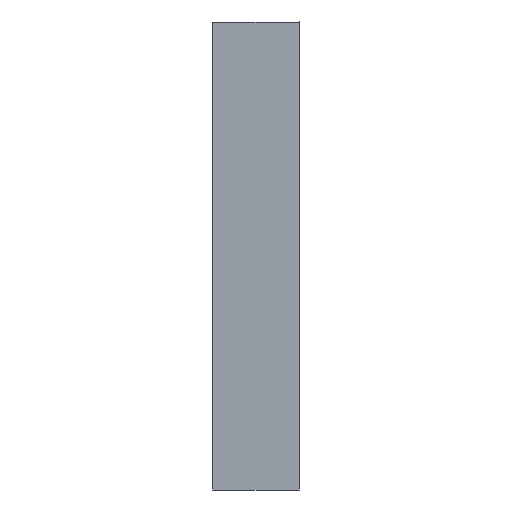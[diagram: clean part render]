
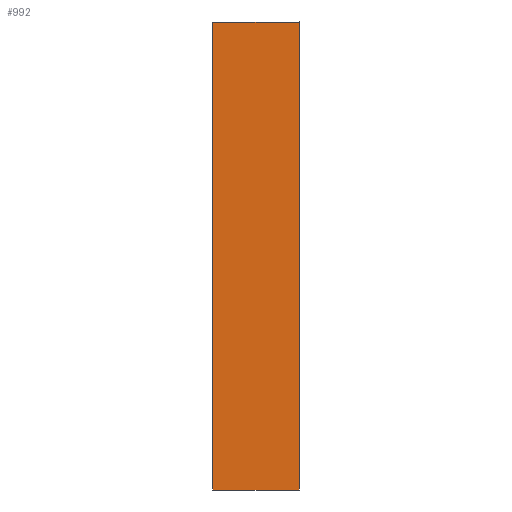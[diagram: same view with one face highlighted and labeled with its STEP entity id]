
A CAD part, left-side view. The second image highlights one B-rep face of the part: STEP entity #992.
In plain terms, the highlighted planar face has unit normal (-1, 0, 0).
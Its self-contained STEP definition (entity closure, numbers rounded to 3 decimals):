
#98=FACE_OUTER_BOUND('',#150,.T.);
#150=EDGE_LOOP('',(#897,#898,#899,#900));
#211=LINE('',#1444,#301);
#227=LINE('',#1480,#317);
#272=LINE('',#1697,#362);
#273=LINE('',#1699,#363);
#301=VECTOR('',#1153,10.);
#317=VECTOR('',#1177,10.);
#362=VECTOR('',#1354,10.);
#363=VECTOR('',#1357,10.);
#395=VERTEX_POINT('',#1441);
#396=VERTEX_POINT('',#1443);
#411=VERTEX_POINT('',#1477);
#412=VERTEX_POINT('',#1479);
#495=EDGE_CURVE('',#395,#396,#211,.T.);
#513=EDGE_CURVE('',#411,#412,#227,.T.);
#604=EDGE_CURVE('',#411,#396,#272,.T.);
#605=EDGE_CURVE('',#395,#412,#273,.T.);
#897=ORIENTED_EDGE('',*,*,#495,.F.);
#898=ORIENTED_EDGE('',*,*,#605,.T.);
#899=ORIENTED_EDGE('',*,*,#513,.F.);
#900=ORIENTED_EDGE('',*,*,#604,.T.);
#940=PLANE('',#1098);
#992=ADVANCED_FACE('',(#98),#940,.F.);
#1098=AXIS2_PLACEMENT_3D('',#1709,#1373,#1374);
#1153=DIRECTION('',(0.,0.,-1.));
#1177=DIRECTION('',(0.,0.,1.));
#1354=DIRECTION('',(0.,-1.,0.));
#1357=DIRECTION('',(0.,1.,0.));
#1373=DIRECTION('center_axis',(1.,0.,0.));
#1374=DIRECTION('ref_axis',(0.,1.,0.));
#1441=CARTESIAN_POINT('',(-42.57,1.825,11.252));
#1443=CARTESIAN_POINT('',(-42.57,1.825,-4.652));
#1444=CARTESIAN_POINT('',(-42.57,1.825,0.348));
#1477=CARTESIAN_POINT('',(-42.57,4.775,-4.652));
#1479=CARTESIAN_POINT('',(-42.57,4.775,11.252));
#1480=CARTESIAN_POINT('',(-42.57,4.775,5.165));
#1697=CARTESIAN_POINT('',(-42.57,4.775,-4.652));
#1699=CARTESIAN_POINT('',(-42.57,1.825,11.252));
#1709=CARTESIAN_POINT('Origin',(-42.57,3.3,3.3));
